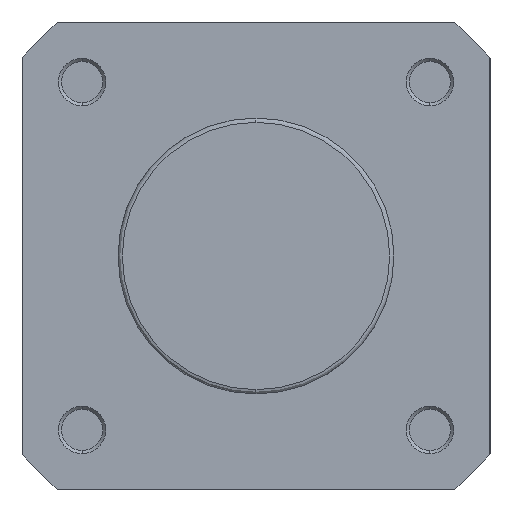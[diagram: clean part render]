
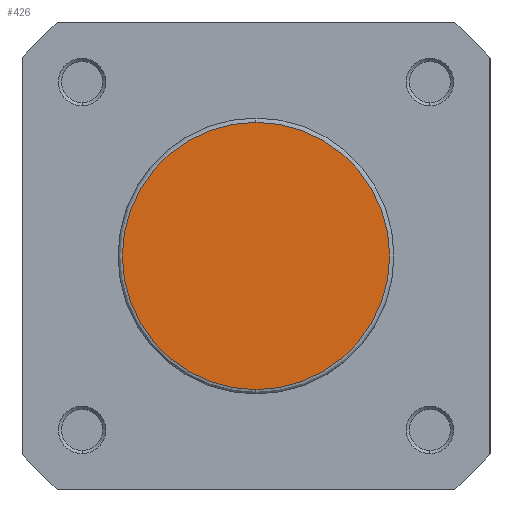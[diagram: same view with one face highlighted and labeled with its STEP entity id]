
A CAD part, left-side view. The second image highlights one B-rep face of the part: STEP entity #426.
In plain terms, the highlighted planar face has unit normal (-1, 0, 0).
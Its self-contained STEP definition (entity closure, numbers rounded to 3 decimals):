
#143 = CIRCLE ( 'NONE', #1756, 21.7 ) ;
#221 = CIRCLE ( 'NONE', #1782, 21.7 ) ;
#426 = ADVANCED_FACE ( 'NONE', ( #3638 ), #4623, .F. ) ;
#733 = AXIS2_PLACEMENT_3D ( 'NONE', #4624, #4633, #4634 ) ;
#1100 = EDGE_CURVE ( 'NONE', #4387, #4384, #143, .T. ) ;
#1154 = EDGE_CURVE ( 'NONE', #4384, #4387, #221, .T. ) ;
#1267 = EDGE_LOOP ( 'NONE', ( #3064, #3050 ) ) ;
#1756 = AXIS2_PLACEMENT_3D ( 'NONE', #2328, #2329, #2330 ) ;
#1782 = AXIS2_PLACEMENT_3D ( 'NONE', #2456, #2463, #2464 ) ;
#2328 = CARTESIAN_POINT ( 'NONE',  ( 0., 0., 0. ) ) ;
#2329 = DIRECTION ( 'NONE',  ( -1., 0., 0. ) ) ;
#2330 = DIRECTION ( 'NONE',  ( 0., 0., -1. ) ) ;
#2456 = CARTESIAN_POINT ( 'NONE',  ( 0., 0., 0. ) ) ;
#2463 = DIRECTION ( 'NONE',  ( -1., 0., 0. ) ) ;
#2464 = DIRECTION ( 'NONE',  ( 0., 0., -1. ) ) ;
#2723 = CARTESIAN_POINT ( 'NONE',  ( 0., 0., -21.7 ) ) ;
#2726 = CARTESIAN_POINT ( 'NONE',  ( 0., 0., 21.7 ) ) ;
#3050 = ORIENTED_EDGE ( 'NONE', *, *, #1100, .T. ) ;
#3064 = ORIENTED_EDGE ( 'NONE', *, *, #1154, .T. ) ;
#3638 = FACE_OUTER_BOUND ( 'NONE', #1267, .T. ) ;
#4384 = VERTEX_POINT ( 'NONE', #2723 ) ;
#4387 = VERTEX_POINT ( 'NONE', #2726 ) ;
#4623 = PLANE ( 'NONE',  #733 ) ;
#4624 = CARTESIAN_POINT ( 'NONE',  ( 0., 22.4, 0. ) ) ;
#4633 = DIRECTION ( 'NONE',  ( 1., 0., 0. ) ) ;
#4634 = DIRECTION ( 'NONE',  ( 0., 0., -1. ) ) ;
